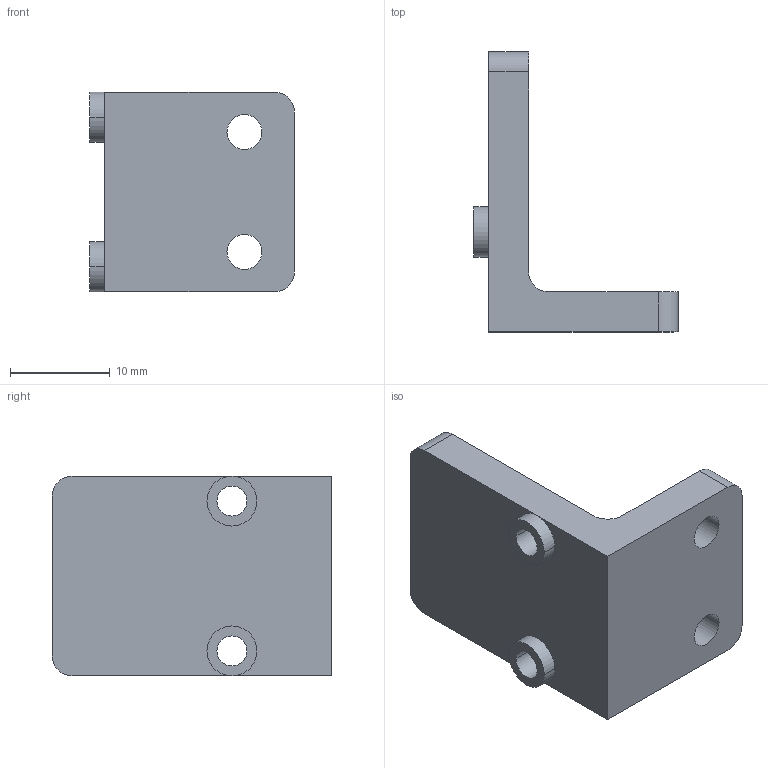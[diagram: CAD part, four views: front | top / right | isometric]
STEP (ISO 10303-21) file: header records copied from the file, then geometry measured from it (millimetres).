
FILE_DESCRIPTION (( 'STEP AP214' ), '1' );
FILE_NAME ('j1bracket.STEP', '2025-02-02T19:19:27', ( '' ), ( '' ), 'SwSTEP 2.0', 'SolidWorks 2023', '' );
FILE_SCHEMA (( 'AUTOMOTIVE_DESIGN' ));
Length unit declared in the file: millimetre
Products named in the file (1): j1bracket
Bounding box: 20.5 x 28 x 20 mm (x, y, z)
Volume: 3347.6 mm3; surface area: 2359.9 mm2
Topology: 1 solids, 1 shells, 27 faces, 73 edges, 48 vertices
Faces by surface type: cylinder 17, plane 10
Entity records: 906 total; most frequent: DIRECTION 165, CARTESIAN_POINT 149, ORIENTED_EDGE 146, EDGE_CURVE 73, AXIS2_PLACEMENT_3D 64, VERTEX_POINT 48, LINE 37, VECTOR 37
